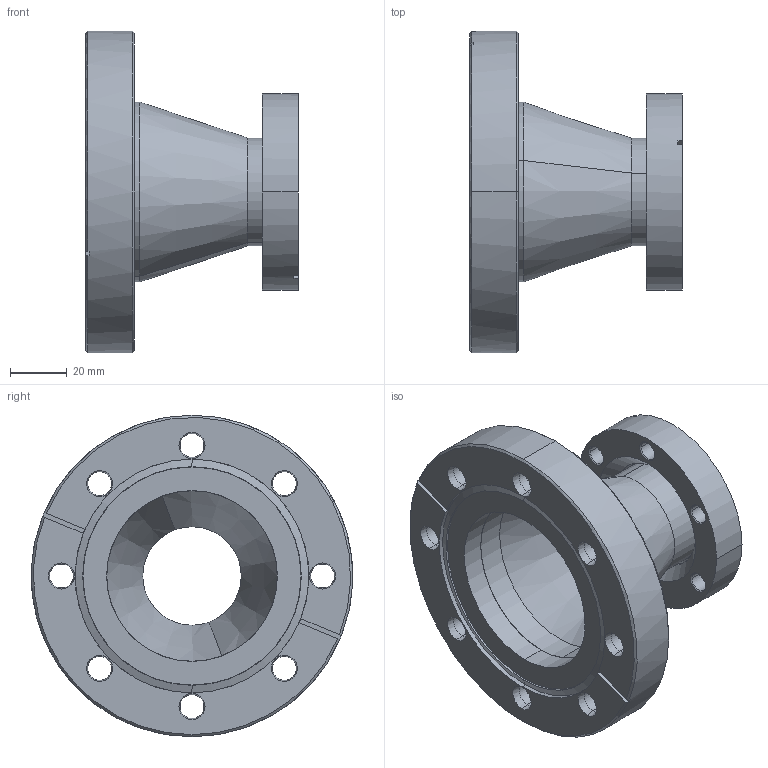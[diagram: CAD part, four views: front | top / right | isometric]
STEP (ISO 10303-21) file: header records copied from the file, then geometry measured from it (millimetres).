
FILE_DESCRIPTION (( 'STEP AP214' ), '1' );
FILE_NAME ('402032.STEP', '2024-02-03T08:55:56', ( '' ), ( '' ), 'SwSTEP 2.0', 'SolidWorks 2022', '' );
FILE_SCHEMA (( 'AUTOMOTIVE_DESIGN' ));
Length unit declared in the file: inch
Products named in the file (5): 910014; 110021; 915002; 402505; 402032
Assembly tree (4 placements, depth 2):
  402032
    110021
    402505
    910014
    915002
Bounding box: 75.16 x 113.54 x 113.54 mm (x, y, z)
Volume: 155791.8 mm3; surface area: 60047 mm2
Topology: 4 solids, 4 shells, 169 faces, 388 edges, 229 vertices
Faces by surface type: cone 79, cylinder 58, plane 26, torus 6
Entity records: 5067 total; most frequent: DIRECTION 953, CARTESIAN_POINT 805, ORIENTED_EDGE 776, AXIS2_PLACEMENT_3D 393, EDGE_CURVE 388, VERTEX_POINT 229, CIRCLE 217, EDGE_LOOP 207
